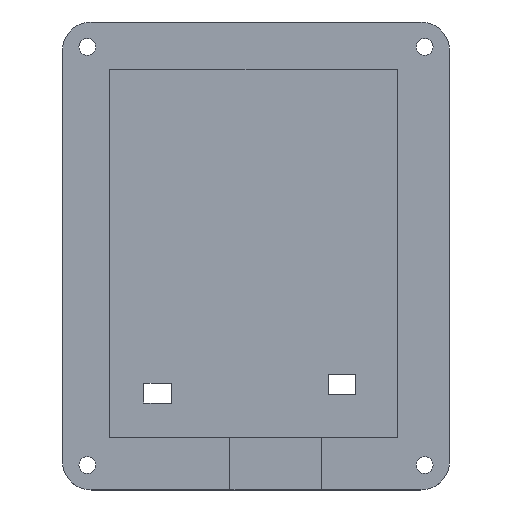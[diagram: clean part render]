
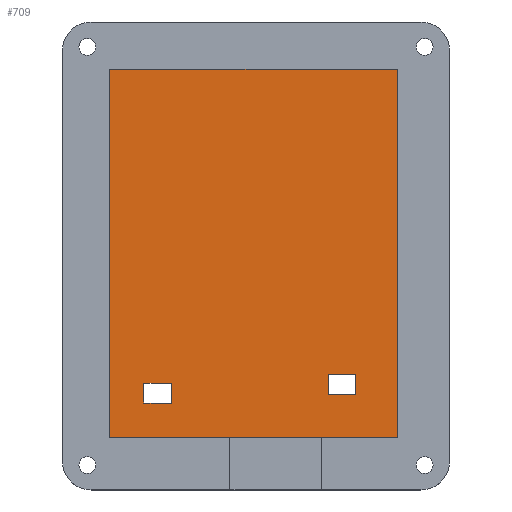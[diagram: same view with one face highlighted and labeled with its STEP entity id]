
A CAD part, top view. The second image highlights one B-rep face of the part: STEP entity #709.
In plain terms, the highlighted planar face has unit normal (0, 0, 1).
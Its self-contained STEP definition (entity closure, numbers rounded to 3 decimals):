
#27=FACE_BOUND('',#138,.T.);
#28=FACE_BOUND('',#139,.T.);
#95=FACE_OUTER_BOUND('',#137,.T.);
#137=EDGE_LOOP('',(#575,#576,#577,#578));
#138=EDGE_LOOP('',(#579,#580,#581,#582));
#139=EDGE_LOOP('',(#583,#584,#585,#586));
#167=LINE('',#1015,#239);
#171=LINE('',#1023,#243);
#174=LINE('',#1029,#246);
#177=LINE('',#1034,#249);
#179=LINE('',#1039,#251);
#183=LINE('',#1047,#255);
#186=LINE('',#1053,#258);
#189=LINE('',#1058,#261);
#223=LINE('',#1150,#295);
#225=LINE('',#1154,#297);
#226=LINE('',#1156,#298);
#227=LINE('',#1157,#299);
#239=VECTOR('',#812,10.);
#243=VECTOR('',#818,10.);
#246=VECTOR('',#823,10.);
#249=VECTOR('',#828,10.);
#251=VECTOR('',#832,10.);
#255=VECTOR('',#838,10.);
#258=VECTOR('',#843,10.);
#261=VECTOR('',#848,10.);
#295=VECTOR('',#930,10.);
#297=VECTOR('',#934,10.);
#298=VECTOR('',#935,10.);
#299=VECTOR('',#936,10.);
#311=VERTEX_POINT('',#1013);
#312=VERTEX_POINT('',#1014);
#315=VERTEX_POINT('',#1022);
#317=VERTEX_POINT('',#1028);
#319=VERTEX_POINT('',#1037);
#320=VERTEX_POINT('',#1038);
#323=VERTEX_POINT('',#1046);
#325=VERTEX_POINT('',#1052);
#359=VERTEX_POINT('',#1147);
#360=VERTEX_POINT('',#1149);
#361=VERTEX_POINT('',#1153);
#362=VERTEX_POINT('',#1155);
#375=EDGE_CURVE('',#311,#312,#167,.T.);
#379=EDGE_CURVE('',#312,#315,#171,.T.);
#382=EDGE_CURVE('',#315,#317,#174,.T.);
#385=EDGE_CURVE('',#317,#311,#177,.T.);
#387=EDGE_CURVE('',#319,#320,#179,.T.);
#391=EDGE_CURVE('',#320,#323,#183,.T.);
#394=EDGE_CURVE('',#323,#325,#186,.T.);
#397=EDGE_CURVE('',#325,#319,#189,.T.);
#443=EDGE_CURVE('',#359,#360,#223,.T.);
#445=EDGE_CURVE('',#361,#359,#225,.T.);
#446=EDGE_CURVE('',#362,#361,#226,.T.);
#447=EDGE_CURVE('',#360,#362,#227,.T.);
#575=ORIENTED_EDGE('',*,*,#443,.F.);
#576=ORIENTED_EDGE('',*,*,#445,.F.);
#577=ORIENTED_EDGE('',*,*,#446,.F.);
#578=ORIENTED_EDGE('',*,*,#447,.F.);
#579=ORIENTED_EDGE('',*,*,#382,.T.);
#580=ORIENTED_EDGE('',*,*,#385,.T.);
#581=ORIENTED_EDGE('',*,*,#375,.T.);
#582=ORIENTED_EDGE('',*,*,#379,.T.);
#583=ORIENTED_EDGE('',*,*,#394,.T.);
#584=ORIENTED_EDGE('',*,*,#397,.T.);
#585=ORIENTED_EDGE('',*,*,#387,.T.);
#586=ORIENTED_EDGE('',*,*,#391,.T.);
#679=PLANE('',#774);
#709=ADVANCED_FACE('',(#95,#27,#28),#679,.T.);
#774=AXIS2_PLACEMENT_3D('',#1152,#932,#933);
#812=DIRECTION('',(0.,1.,0.));
#818=DIRECTION('',(1.,0.,0.));
#823=DIRECTION('',(0.,-1.,0.));
#828=DIRECTION('',(-1.,0.,0.));
#832=DIRECTION('',(0.,1.,0.));
#838=DIRECTION('',(1.,0.,0.));
#843=DIRECTION('',(0.,-1.,0.));
#848=DIRECTION('',(-1.,0.,0.));
#930=DIRECTION('',(-1.,0.,0.));
#932=DIRECTION('center_axis',(0.,0.,1.));
#933=DIRECTION('ref_axis',(1.,0.,0.));
#934=DIRECTION('',(0.,-1.,0.));
#935=DIRECTION('',(1.,0.,0.));
#936=DIRECTION('',(0.,1.,0.));
#1013=CARTESIAN_POINT('',(116.881,142.7,3.));
#1014=CARTESIAN_POINT('',(116.881,146.7,3.));
#1015=CARTESIAN_POINT('',(116.881,157.767,3.));
#1022=CARTESIAN_POINT('',(122.481,146.7,3.));
#1023=CARTESIAN_POINT('',(127.941,146.7,3.));
#1028=CARTESIAN_POINT('',(122.481,142.7,3.));
#1029=CARTESIAN_POINT('',(122.481,159.767,3.));
#1034=CARTESIAN_POINT('',(130.741,142.7,3.));
#1037=CARTESIAN_POINT('',(154.02,144.407,3.));
#1038=CARTESIAN_POINT('',(154.02,148.407,3.));
#1039=CARTESIAN_POINT('',(154.02,158.621,3.));
#1046=CARTESIAN_POINT('',(159.62,148.407,3.));
#1047=CARTESIAN_POINT('',(146.51,148.407,3.));
#1052=CARTESIAN_POINT('',(159.62,144.407,3.));
#1053=CARTESIAN_POINT('',(159.62,160.621,3.));
#1058=CARTESIAN_POINT('',(149.31,144.407,3.));
#1147=CARTESIAN_POINT('',(168.,135.669,3.));
#1149=CARTESIAN_POINT('',(110.,135.669,3.));
#1150=CARTESIAN_POINT('',(153.5,135.669,3.));
#1152=CARTESIAN_POINT('Origin',(139.,172.835,3.));
#1153=CARTESIAN_POINT('',(168.,210.,3.));
#1154=CARTESIAN_POINT('',(168.,191.417,3.));
#1155=CARTESIAN_POINT('',(110.,210.,3.));
#1156=CARTESIAN_POINT('',(124.5,210.,3.));
#1157=CARTESIAN_POINT('',(110.,154.252,3.));
